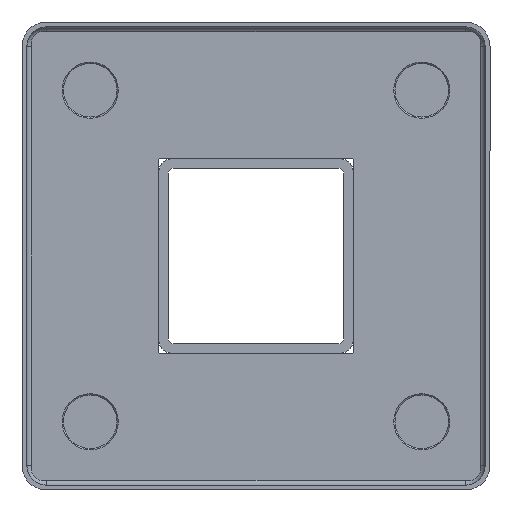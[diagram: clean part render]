
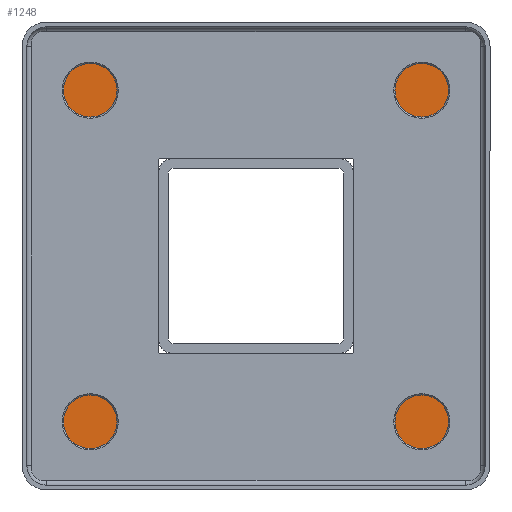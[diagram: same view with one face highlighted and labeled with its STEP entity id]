
A CAD part, front view. The second image highlights one B-rep face of the part: STEP entity #1248.
In plain terms, the highlighted face is planar.
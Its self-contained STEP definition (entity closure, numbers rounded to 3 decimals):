
#22 = EDGE_CURVE ( 'NONE', #2415, #2817, #2814, .T. ) ;
#37 = CARTESIAN_POINT ( 'NONE',  ( -43., -43., 19. ) ) ;
#42 = ORIENTED_EDGE ( 'NONE', *, *, #22, .F. ) ;
#112 = DIRECTION ( 'NONE',  ( 0., -1., 0. ) ) ;
#169 = CARTESIAN_POINT ( 'NONE',  ( 45., 43., 19. ) ) ;
#181 = LINE ( 'NONE', #1628, #594 ) ;
#188 = CARTESIAN_POINT ( 'NONE',  ( 20.25, 0., 19. ) ) ;
#195 = VERTEX_POINT ( 'NONE', #2094 ) ;
#267 = CARTESIAN_POINT ( 'NONE',  ( 0., -20.25, 19. ) ) ;
#276 = FACE_BOUND ( 'NONE', #426, .T. ) ;
#297 = VERTEX_POINT ( 'NONE', #169 ) ;
#328 = CARTESIAN_POINT ( 'NONE',  ( -45., 0., 19. ) ) ;
#330 = VERTEX_POINT ( 'NONE', #2763 ) ;
#339 = AXIS2_PLACEMENT_3D ( 'NONE', #356, #2087, #398 ) ;
#356 = CARTESIAN_POINT ( 'NONE',  ( -43., 43., 19. ) ) ;
#396 = CARTESIAN_POINT ( 'NONE',  ( 45., 0., 19. ) ) ;
#398 = DIRECTION ( 'NONE',  ( 1., 0., 0. ) ) ;
#413 = VERTEX_POINT ( 'NONE', #525 ) ;
#426 = EDGE_LOOP ( 'NONE', ( #3018, #2555, #568, #561, #608, #467, #1517, #3236 ) ) ;
#429 = DIRECTION ( 'NONE',  ( 1., 0., 0. ) ) ;
#467 = ORIENTED_EDGE ( 'NONE', *, *, #2460, .T. ) ;
#470 = DIRECTION ( 'NONE',  ( 1., 0., 0. ) ) ;
#485 = EDGE_CURVE ( 'NONE', #1091, #1422, #2153, .T. ) ;
#506 = AXIS2_PLACEMENT_3D ( 'NONE', #1626, #3608, #470 ) ;
#525 = CARTESIAN_POINT ( 'NONE',  ( -20.25, -18.75, 19. ) ) ;
#528 = AXIS2_PLACEMENT_3D ( 'NONE', #37, #2308, #3163 ) ;
#557 = DIRECTION ( 'NONE',  ( 1., 0., 0. ) ) ;
#561 = ORIENTED_EDGE ( 'NONE', *, *, #2703, .T. ) ;
#568 = ORIENTED_EDGE ( 'NONE', *, *, #2656, .T. ) ;
#592 = EDGE_CURVE ( 'NONE', #413, #3097, #3077, .T. ) ;
#594 = VECTOR ( 'NONE', #3304, 1000. ) ;
#608 = ORIENTED_EDGE ( 'NONE', *, *, #775, .T. ) ;
#691 = CARTESIAN_POINT ( 'NONE',  ( -45., 43., 19. ) ) ;
#700 = CARTESIAN_POINT ( 'NONE',  ( -43., 45., 19. ) ) ;
#704 = DIRECTION ( 'NONE',  ( 0., 1., 0. ) ) ;
#708 = ORIENTED_EDGE ( 'NONE', *, *, #2333, .F. ) ;
#724 = EDGE_CURVE ( 'NONE', #2788, #297, #2582, .T. ) ;
#747 = CARTESIAN_POINT ( 'NONE',  ( 18.75, -20.25, 19. ) ) ;
#775 = EDGE_CURVE ( 'NONE', #330, #2627, #1746, .T. ) ;
#881 = CARTESIAN_POINT ( 'NONE',  ( 43., -45., 19. ) ) ;
#893 = DIRECTION ( 'NONE',  ( 0., 0., 1. ) ) ;
#971 = EDGE_LOOP ( 'NONE', ( #2382, #708, #3574, #3539, #2241, #42, #2601, #2792 ) ) ;
#979 = CARTESIAN_POINT ( 'NONE',  ( -20.25, 18.75, 19. ) ) ;
#1059 = DIRECTION ( 'NONE',  ( 0., 1., 0. ) ) ;
#1091 = VERTEX_POINT ( 'NONE', #2397 ) ;
#1111 = DIRECTION ( 'NONE',  ( 0., 0., 1. ) ) ;
#1123 = EDGE_CURVE ( 'NONE', #1671, #1892, #181, .T. ) ;
#1173 = DIRECTION ( 'NONE',  ( -1., 0., 0. ) ) ;
#1187 = CARTESIAN_POINT ( 'NONE',  ( -45., -43., 19. ) ) ;
#1210 = CARTESIAN_POINT ( 'NONE',  ( -18.75, 18.75, 19. ) ) ;
#1213 = CIRCLE ( 'NONE', #3003, 1.5 ) ;
#1243 = VERTEX_POINT ( 'NONE', #747 ) ;
#1248 = ADVANCED_FACE ( 'NONE', ( #276, #2449 ), #1404, .F. ) ;
#1302 = LINE ( 'NONE', #396, #1392 ) ;
#1342 = CIRCLE ( 'NONE', #506, 1.5 ) ;
#1373 = CARTESIAN_POINT ( 'NONE',  ( 18.75, 18.75, 19. ) ) ;
#1392 = VECTOR ( 'NONE', #704, 1000. ) ;
#1402 = VECTOR ( 'NONE', #1928, 1000. ) ;
#1404 = PLANE ( 'NONE',  #2589 ) ;
#1422 = VERTEX_POINT ( 'NONE', #881 ) ;
#1449 = EDGE_CURVE ( 'NONE', #2788, #2998, #3162, .T. ) ;
#1470 = VECTOR ( 'NONE', #557, 1000. ) ;
#1486 = AXIS2_PLACEMENT_3D ( 'NONE', #3029, #1587, #429 ) ;
#1517 = ORIENTED_EDGE ( 'NONE', *, *, #1123, .T. ) ;
#1533 = EDGE_CURVE ( 'NONE', #1623, #413, #2447, .T. ) ;
#1577 = CARTESIAN_POINT ( 'NONE',  ( 18.75, 20.25, 19. ) ) ;
#1587 = DIRECTION ( 'NONE',  ( 0., 0., -1. ) ) ;
#1623 = VERTEX_POINT ( 'NONE', #979 ) ;
#1626 = CARTESIAN_POINT ( 'NONE',  ( 18.75, -18.75, 19. ) ) ;
#1628 = CARTESIAN_POINT ( 'NONE',  ( 0., 20.25, 19. ) ) ;
#1654 = VECTOR ( 'NONE', #112, 1000. ) ;
#1671 = VERTEX_POINT ( 'NONE', #1577 ) ;
#1711 = DIRECTION ( 'NONE',  ( 0., 0., 1. ) ) ;
#1746 = LINE ( 'NONE', #188, #3340 ) ;
#1756 = CARTESIAN_POINT ( 'NONE',  ( 0., 45., 19. ) ) ;
#1759 = DIRECTION ( 'NONE',  ( 0., -1., 0. ) ) ;
#1855 = AXIS2_PLACEMENT_3D ( 'NONE', #2325, #893, #2835 ) ;
#1892 = VERTEX_POINT ( 'NONE', #1913 ) ;
#1913 = CARTESIAN_POINT ( 'NONE',  ( -18.75, 20.25, 19. ) ) ;
#1926 = CIRCLE ( 'NONE', #339, 2. ) ;
#1928 = DIRECTION ( 'NONE',  ( 1., 0., 0. ) ) ;
#2087 = DIRECTION ( 'NONE',  ( 0., 0., -1. ) ) ;
#2094 = CARTESIAN_POINT ( 'NONE',  ( 45., -43., 19. ) ) ;
#2153 = LINE ( 'NONE', #2815, #1402 ) ;
#2179 = LINE ( 'NONE', #267, #1470 ) ;
#2205 = EDGE_CURVE ( 'NONE', #1091, #2817, #2531, .T. ) ;
#2241 = ORIENTED_EDGE ( 'NONE', *, *, #2205, .T. ) ;
#2308 = DIRECTION ( 'NONE',  ( 0., 0., -1. ) ) ;
#2325 = CARTESIAN_POINT ( 'NONE',  ( -18.75, -18.75, 19. ) ) ;
#2333 = EDGE_CURVE ( 'NONE', #195, #297, #1302, .T. ) ;
#2382 = ORIENTED_EDGE ( 'NONE', *, *, #724, .T. ) ;
#2397 = CARTESIAN_POINT ( 'NONE',  ( -43., -45., 19. ) ) ;
#2415 = VERTEX_POINT ( 'NONE', #691 ) ;
#2447 = LINE ( 'NONE', #2617, #1654 ) ;
#2449 = FACE_OUTER_BOUND ( 'NONE', #971, .T. ) ;
#2460 = EDGE_CURVE ( 'NONE', #2627, #1671, #3248, .T. ) ;
#2531 = CIRCLE ( 'NONE', #528, 2. ) ;
#2555 = ORIENTED_EDGE ( 'NONE', *, *, #592, .T. ) ;
#2582 = CIRCLE ( 'NONE', #2609, 2. ) ;
#2589 = AXIS2_PLACEMENT_3D ( 'NONE', #3392, #1711, #3662 ) ;
#2601 = ORIENTED_EDGE ( 'NONE', *, *, #3383, .T. ) ;
#2609 = AXIS2_PLACEMENT_3D ( 'NONE', #3028, #3059, #3612 ) ;
#2617 = CARTESIAN_POINT ( 'NONE',  ( -20.25, 0., 19. ) ) ;
#2627 = VERTEX_POINT ( 'NONE', #2820 ) ;
#2656 = EDGE_CURVE ( 'NONE', #3097, #1243, #2179, .T. ) ;
#2703 = EDGE_CURVE ( 'NONE', #1243, #330, #1342, .T. ) ;
#2763 = CARTESIAN_POINT ( 'NONE',  ( 20.25, -18.75, 19. ) ) ;
#2788 = VERTEX_POINT ( 'NONE', #3423 ) ;
#2792 = ORIENTED_EDGE ( 'NONE', *, *, #1449, .F. ) ;
#2814 = LINE ( 'NONE', #328, #3564 ) ;
#2815 = CARTESIAN_POINT ( 'NONE',  ( 0., -45., 19. ) ) ;
#2817 = VERTEX_POINT ( 'NONE', #1187 ) ;
#2820 = CARTESIAN_POINT ( 'NONE',  ( 20.25, 18.75, 19. ) ) ;
#2835 = DIRECTION ( 'NONE',  ( 1., 0., 0. ) ) ;
#2842 = VECTOR ( 'NONE', #1173, 1000. ) ;
#2998 = VERTEX_POINT ( 'NONE', #700 ) ;
#3003 = AXIS2_PLACEMENT_3D ( 'NONE', #1210, #3140, #3177 ) ;
#3018 = ORIENTED_EDGE ( 'NONE', *, *, #1533, .T. ) ;
#3028 = CARTESIAN_POINT ( 'NONE',  ( 43., 43., 19. ) ) ;
#3029 = CARTESIAN_POINT ( 'NONE',  ( 43., -43., 19. ) ) ;
#3059 = DIRECTION ( 'NONE',  ( 0., 0., -1. ) ) ;
#3077 = CIRCLE ( 'NONE', #1855, 1.5 ) ;
#3097 = VERTEX_POINT ( 'NONE', #3605 ) ;
#3140 = DIRECTION ( 'NONE',  ( 0., 0., 1. ) ) ;
#3162 = LINE ( 'NONE', #1756, #2842 ) ;
#3163 = DIRECTION ( 'NONE',  ( 1., 0., 0. ) ) ;
#3177 = DIRECTION ( 'NONE',  ( 1., 0., 0. ) ) ;
#3232 = EDGE_CURVE ( 'NONE', #1892, #1623, #1213, .T. ) ;
#3236 = ORIENTED_EDGE ( 'NONE', *, *, #3232, .T. ) ;
#3248 = CIRCLE ( 'NONE', #3525, 1.5 ) ;
#3304 = DIRECTION ( 'NONE',  ( -1., 0., 0. ) ) ;
#3340 = VECTOR ( 'NONE', #1059, 1000. ) ;
#3383 = EDGE_CURVE ( 'NONE', #2415, #2998, #1926, .T. ) ;
#3392 = CARTESIAN_POINT ( 'NONE',  ( 0., 0., 19. ) ) ;
#3423 = CARTESIAN_POINT ( 'NONE',  ( 43., 45., 19. ) ) ;
#3456 = CIRCLE ( 'NONE', #1486, 2. ) ;
#3504 = EDGE_CURVE ( 'NONE', #195, #1422, #3456, .T. ) ;
#3525 = AXIS2_PLACEMENT_3D ( 'NONE', #1373, #1111, #3656 ) ;
#3539 = ORIENTED_EDGE ( 'NONE', *, *, #485, .F. ) ;
#3564 = VECTOR ( 'NONE', #1759, 1000. ) ;
#3574 = ORIENTED_EDGE ( 'NONE', *, *, #3504, .T. ) ;
#3605 = CARTESIAN_POINT ( 'NONE',  ( -18.75, -20.25, 19. ) ) ;
#3608 = DIRECTION ( 'NONE',  ( 0., 0., 1. ) ) ;
#3612 = DIRECTION ( 'NONE',  ( 1., 0., 0. ) ) ;
#3656 = DIRECTION ( 'NONE',  ( 1., 0., 0. ) ) ;
#3662 = DIRECTION ( 'NONE',  ( 1., 0., 0. ) ) ;
